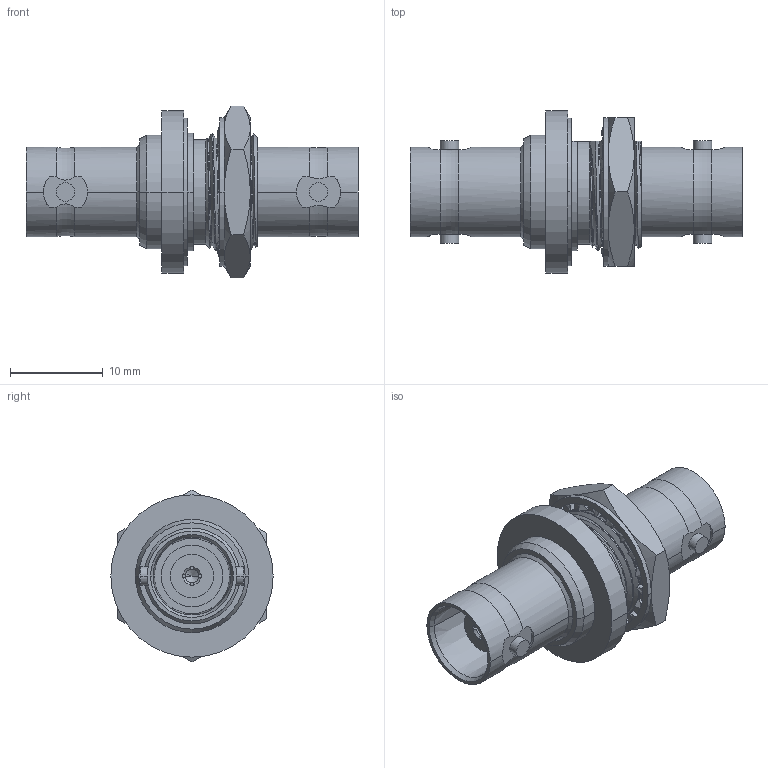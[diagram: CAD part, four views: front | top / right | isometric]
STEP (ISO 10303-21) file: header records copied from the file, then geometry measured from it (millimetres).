
FILE_DESCRIPTION((''),'2;1');
FILE_NAME('31-220H_SW0003','2020-07-30T11:42:04',('Krishnaprasath'),(''),'CREO PARAMETRIC BY PTC INC, 2019444','CREO PARAMETRIC BY PTC INC, 2019444','');
FILE_SCHEMA(('CONFIG_CONTROL_DESIGN'));
Length unit declared in the file: millimetre
Products named in the file (1): 31-220H_SW0003
Bounding box: 35.71 x 17.45 x 18.48 mm (x, y, z)
Volume: 2952.1 mm3; surface area: 3176.4 mm2
Topology: 1 solids, 1 shells, 316 faces, 856 edges, 551 vertices
Faces by surface type: bspline 109, cylinder 104, plane 58, cone 41, torus 4
Entity records: 15987 total; most frequent: CARTESIAN_POINT 8775, ORIENTED_EDGE 1704, DIRECTION 1168, EDGE_CURVE 852, VERTEX_POINT 551, AXIS2_PLACEMENT_3D 435, EDGE_LOOP 337, B_SPLINE_CURVE_WITH_KNOTS 326
